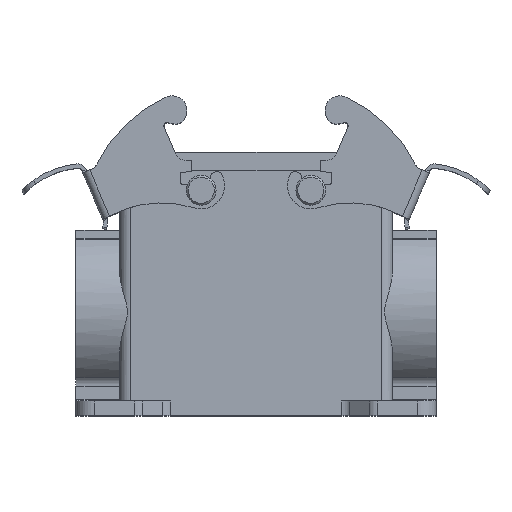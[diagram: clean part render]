
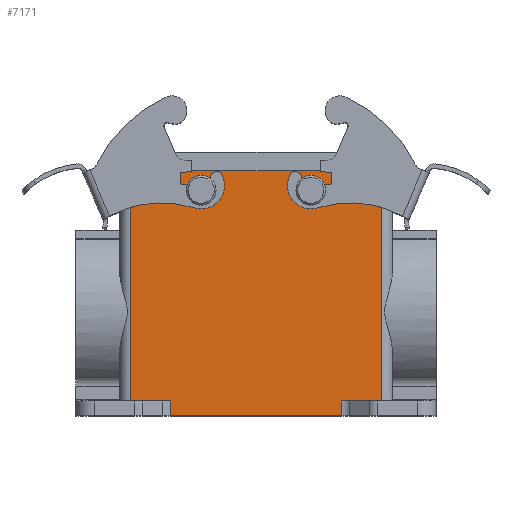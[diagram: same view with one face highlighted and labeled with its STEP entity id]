
A CAD part, top view. The second image highlights one B-rep face of the part: STEP entity #7171.
In plain terms, the highlighted planar face has unit normal (0, 0, 1).
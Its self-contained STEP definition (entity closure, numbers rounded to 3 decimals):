
#1561 = ORIENTED_EDGE ( 'NONE', *, *, #13209, .T. ) ;
#1562 = ORIENTED_EDGE ( 'NONE', *, *, #13228, .F. ) ;
#1563 = ORIENTED_EDGE ( 'NONE', *, *, #13206, .T. ) ;
#1580 = ORIENTED_EDGE ( 'NONE', *, *, #13227, .F. ) ;
#1581 = ORIENTED_EDGE ( 'NONE', *, *, #13078, .T. ) ;
#1582 = ORIENTED_EDGE ( 'NONE', *, *, #13084, .F. ) ;
#1583 = ORIENTED_EDGE ( 'NONE', *, *, #13080, .F. ) ;
#1584 = ORIENTED_EDGE ( 'NONE', *, *, #13213, .T. ) ;
#1591 = ORIENTED_EDGE ( 'NONE', *, *, #13207, .F. ) ;
#2433 = LINE ( 'NONE', #8788, #6534 ) ;
#2436 = LINE ( 'NONE', #8792, #6455 ) ;
#2439 = LINE ( 'NONE', #8801, #6489 ) ;
#2503 = LINE ( 'NONE', #9246, #13612 ) ;
#2505 = LINE ( 'NONE', #9253, #13616 ) ;
#2507 = LINE ( 'NONE', #9262, #13621 ) ;
#2513 = LINE ( 'NONE', #9573, #13641 ) ;
#2515 = LINE ( 'NONE', #9575, #13642 ) ;
#2575 = VERTEX_POINT ( 'NONE', #9668 ) ;
#2579 = VERTEX_POINT ( 'NONE', #9672 ) ;
#3599 = PLANE ( 'NONE',  #7825 ) ;
#3600 = CARTESIAN_POINT ( 'NONE',  ( 14.75, 66., -6.375 ) ) ;
#3601 = DIRECTION ( 'NONE',  ( 0., 0., -1. ) ) ;
#3602 = DIRECTION ( 'NONE',  ( -1., 0., 0. ) ) ;
#4599 = ORIENTED_EDGE ( 'NONE', *, *, #13229, .T. ) ;
#5107 = VERTEX_POINT ( 'NONE', #11736 ) ;
#5114 = VERTEX_POINT ( 'NONE', #11644 ) ;
#5158 = VERTEX_POINT ( 'NONE', #10726 ) ;
#5159 = VERTEX_POINT ( 'NONE', #10783 ) ;
#5161 = VERTEX_POINT ( 'NONE', #10764 ) ;
#5162 = VERTEX_POINT ( 'NONE', #10743 ) ;
#5170 = VERTEX_POINT ( 'NONE', #10815 ) ;
#5173 = VERTEX_POINT ( 'NONE', #10804 ) ;
#5973 = FACE_BOUND ( 'NONE', #7068, .T. ) ;
#5974 = FACE_OUTER_BOUND ( 'NONE', #7067, .T. ) ;
#5975 = FACE_BOUND ( 'NONE', #7069, .T. ) ;
#6455 = VECTOR ( 'NONE', #8793, 1000. ) ;
#6489 = VECTOR ( 'NONE', #8802, 1000. ) ;
#6534 = VECTOR ( 'NONE', #8789, 1000. ) ;
#7067 = EDGE_LOOP ( 'NONE', ( #1563, #1561, #1562, #1584, #4599, #1582, #1583, #1581 ) ) ;
#7068 = EDGE_LOOP ( 'NONE', ( #1591 ) ) ;
#7069 = EDGE_LOOP ( 'NONE', ( #1580 ) ) ;
#7171 = ADVANCED_FACE ( 'NONE', ( #5973, #5974, #5975 ), #3599, .F. ) ;
#7825 = AXIS2_PLACEMENT_3D ( 'NONE', #3600, #3601, #3602 ) ;
#8788 = CARTESIAN_POINT ( 'NONE',  ( 14.75, 66., -6.375 ) ) ;
#8789 = DIRECTION ( 'NONE',  ( 0., -1., 0. ) ) ;
#8792 = CARTESIAN_POINT ( 'NONE',  ( 14.75, 66., -6.375 ) ) ;
#8793 = DIRECTION ( 'NONE',  ( 1., 0., 0. ) ) ;
#8801 = CARTESIAN_POINT ( 'NONE',  ( 82.25, 66., -6.375 ) ) ;
#8802 = DIRECTION ( 'NONE',  ( 0., -1., 0. ) ) ;
#9246 = CARTESIAN_POINT ( 'NONE',  ( 14.75, 4., -6.375 ) ) ;
#9247 = DIRECTION ( 'NONE',  ( 1., 0., 0. ) ) ;
#9248 = CARTESIAN_POINT ( 'NONE',  ( 33.75, 60.725, -6.375 ) ) ;
#9249 = DIRECTION ( 'NONE',  ( 0., 0., 1. ) ) ;
#9250 = DIRECTION ( 'NONE',  ( -1., 0., 0. ) ) ;
#9253 = CARTESIAN_POINT ( 'NONE',  ( 25.381, 0., -6.375 ) ) ;
#9254 = DIRECTION ( 'NONE',  ( 0., -1., 0. ) ) ;
#9262 = CARTESIAN_POINT ( 'NONE',  ( 71.619, 4., -6.375 ) ) ;
#9263 = DIRECTION ( 'NONE',  ( 0., 1., 0. ) ) ;
#9570 = CARTESIAN_POINT ( 'NONE',  ( 63.25, 60.725, -6.375 ) ) ;
#9571 = DIRECTION ( 'NONE',  ( 0., 0., 1. ) ) ;
#9572 = DIRECTION ( 'NONE',  ( -1., 0., 0. ) ) ;
#9573 = CARTESIAN_POINT ( 'NONE',  ( 24.25, 0., -6.375 ) ) ;
#9574 = DIRECTION ( 'NONE',  ( -1., 0., 0. ) ) ;
#9575 = CARTESIAN_POINT ( 'NONE',  ( 14.75, 4., -6.375 ) ) ;
#9576 = DIRECTION ( 'NONE',  ( 1., 0., 0. ) ) ;
#9668 = CARTESIAN_POINT ( 'NONE',  ( 30., 60.725, -6.375 ) ) ;
#9672 = CARTESIAN_POINT ( 'NONE',  ( 59.5, 60.725, -6.375 ) ) ;
#10726 = CARTESIAN_POINT ( 'NONE',  ( 14.75, 4., -6.375 ) ) ;
#10743 = CARTESIAN_POINT ( 'NONE',  ( 71.619, 0., -6.375 ) ) ;
#10764 = CARTESIAN_POINT ( 'NONE',  ( 25.381, 0., -6.375 ) ) ;
#10783 = CARTESIAN_POINT ( 'NONE',  ( 25.381, 4., -6.375 ) ) ;
#10804 = CARTESIAN_POINT ( 'NONE',  ( 82.25, 4., -6.375 ) ) ;
#10815 = CARTESIAN_POINT ( 'NONE',  ( 71.619, 4., -6.375 ) ) ;
#11644 = CARTESIAN_POINT ( 'NONE',  ( 14.75, 66., -6.375 ) ) ;
#11736 = CARTESIAN_POINT ( 'NONE',  ( 82.25, 66., -6.375 ) ) ;
#13078 = EDGE_CURVE ( 'NONE', #5114, #5158, #2433, .T. ) ;
#13080 = EDGE_CURVE ( 'NONE', #5114, #5107, #2436, .T. ) ;
#13084 = EDGE_CURVE ( 'NONE', #5107, #5173, #2439, .T. ) ;
#13206 = EDGE_CURVE ( 'NONE', #5158, #5159, #2503, .T. ) ;
#13207 = EDGE_CURVE ( 'NONE', #2575, #2575, #13609, .T. ) ;
#13209 = EDGE_CURVE ( 'NONE', #5159, #5161, #2505, .T. ) ;
#13213 = EDGE_CURVE ( 'NONE', #5162, #5170, #2507, .T. ) ;
#13227 = EDGE_CURVE ( 'NONE', #2579, #2579, #13637, .T. ) ;
#13228 = EDGE_CURVE ( 'NONE', #5162, #5161, #2513, .T. ) ;
#13229 = EDGE_CURVE ( 'NONE', #5170, #5173, #2515, .T. ) ;
#13609 = CIRCLE ( 'NONE', #13613, 3.75 ) ;
#13612 = VECTOR ( 'NONE', #9247, 1000. ) ;
#13613 = AXIS2_PLACEMENT_3D ( 'NONE', #9248, #9249, #9250 ) ;
#13616 = VECTOR ( 'NONE', #9254, 1000. ) ;
#13621 = VECTOR ( 'NONE', #9263, 1000. ) ;
#13637 = CIRCLE ( 'NONE', #13639, 3.75 ) ;
#13639 = AXIS2_PLACEMENT_3D ( 'NONE', #9570, #9571, #9572 ) ;
#13641 = VECTOR ( 'NONE', #9574, 1000. ) ;
#13642 = VECTOR ( 'NONE', #9576, 1000. ) ;
